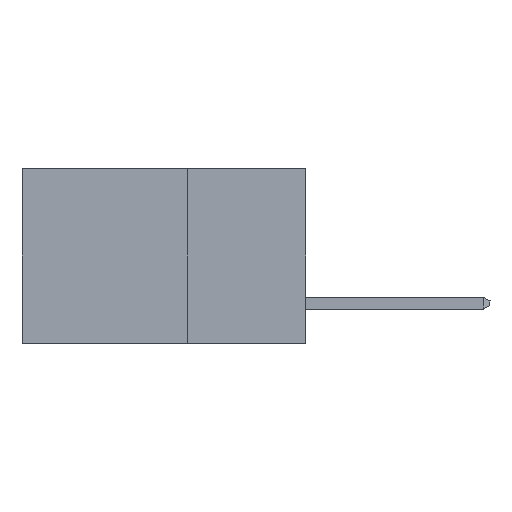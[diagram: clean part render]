
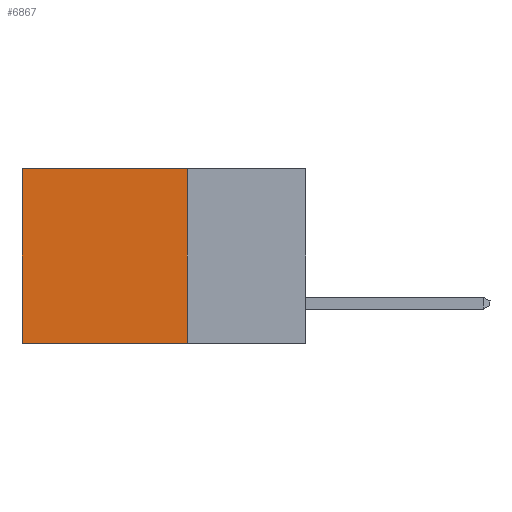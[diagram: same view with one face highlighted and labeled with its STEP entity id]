
A CAD part, left-side view. The second image highlights one B-rep face of the part: STEP entity #6867.
In plain terms, the highlighted planar face has unit normal (-1, 0, 0).
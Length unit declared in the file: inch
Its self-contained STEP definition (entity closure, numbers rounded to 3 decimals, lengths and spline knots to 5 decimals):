
#166 = EDGE_CURVE ( 'NONE', #3465, #12429, #12464, .T. ) ;
#463 = VERTEX_POINT ( 'NONE', #4175 ) ;
#582 = DIRECTION ( 'NONE',  ( 1., 0., 0. ) ) ;
#739 = ORIENTED_EDGE ( 'NONE', *, *, #10038, .T. ) ;
#1698 = CARTESIAN_POINT ( 'NONE',  ( 0.298, 0.6, 0. ) ) ;
#3465 = VERTEX_POINT ( 'NONE', #4438 ) ;
#3998 = EDGE_CURVE ( 'NONE', #3465, #463, #11660, .T. ) ;
#4033 = ORIENTED_EDGE ( 'NONE', *, *, #5065, .F. ) ;
#4147 = CARTESIAN_POINT ( 'NONE',  ( 0.298, 0.6, 0. ) ) ;
#4175 = CARTESIAN_POINT ( 'NONE',  ( 0.298, 0.25, -0.37 ) ) ;
#4438 = CARTESIAN_POINT ( 'NONE',  ( 0.298, 0.25, 0. ) ) ;
#4678 = VECTOR ( 'NONE', #8995, 39.37008 ) ;
#5065 = EDGE_CURVE ( 'NONE', #463, #8318, #6796, .T. ) ;
#5320 = VECTOR ( 'NONE', #12943, 39.37008 ) ;
#6191 = PLANE ( 'NONE',  #6372 ) ;
#6372 = AXIS2_PLACEMENT_3D ( 'NONE', #11811, #582, #9615 ) ;
#6783 = CARTESIAN_POINT ( 'NONE',  ( 0.298, 0.6, -0.37 ) ) ;
#6796 = LINE ( 'NONE', #10117, #4678 ) ;
#6867 = ADVANCED_FACE ( 'NONE', ( #9037 ), #6191, .F. ) ;
#6917 = ORIENTED_EDGE ( 'NONE', *, *, #3998, .F. ) ;
#6935 = ORIENTED_EDGE ( 'NONE', *, *, #166, .T. ) ;
#8318 = VERTEX_POINT ( 'NONE', #6783 ) ;
#8995 = DIRECTION ( 'NONE',  ( 0., 1., 0. ) ) ;
#9037 = FACE_OUTER_BOUND ( 'NONE', #12692, .T. ) ;
#9615 = DIRECTION ( 'NONE',  ( 0., 0., -1. ) ) ;
#9909 = DIRECTION ( 'NONE',  ( 0., 0., -1. ) ) ;
#10038 = EDGE_CURVE ( 'NONE', #12429, #8318, #13401, .T. ) ;
#10117 = CARTESIAN_POINT ( 'NONE',  ( 0.298, 0.25, -0.37 ) ) ;
#10522 = VECTOR ( 'NONE', #13886, 39.37008 ) ;
#10582 = CARTESIAN_POINT ( 'NONE',  ( 0.298, 0.25, 0. ) ) ;
#11660 = LINE ( 'NONE', #10582, #5320 ) ;
#11811 = CARTESIAN_POINT ( 'NONE',  ( 0.298, 0.25, 0. ) ) ;
#12429 = VERTEX_POINT ( 'NONE', #1698 ) ;
#12464 = LINE ( 'NONE', #12572, #10522 ) ;
#12534 = VECTOR ( 'NONE', #9909, 39.37008 ) ;
#12572 = CARTESIAN_POINT ( 'NONE',  ( 0.298, 0.25, 0. ) ) ;
#12692 = EDGE_LOOP ( 'NONE', ( #739, #4033, #6917, #6935 ) ) ;
#12943 = DIRECTION ( 'NONE',  ( 0., 0., -1. ) ) ;
#13401 = LINE ( 'NONE', #4147, #12534 ) ;
#13886 = DIRECTION ( 'NONE',  ( 0., 1., 0. ) ) ;
